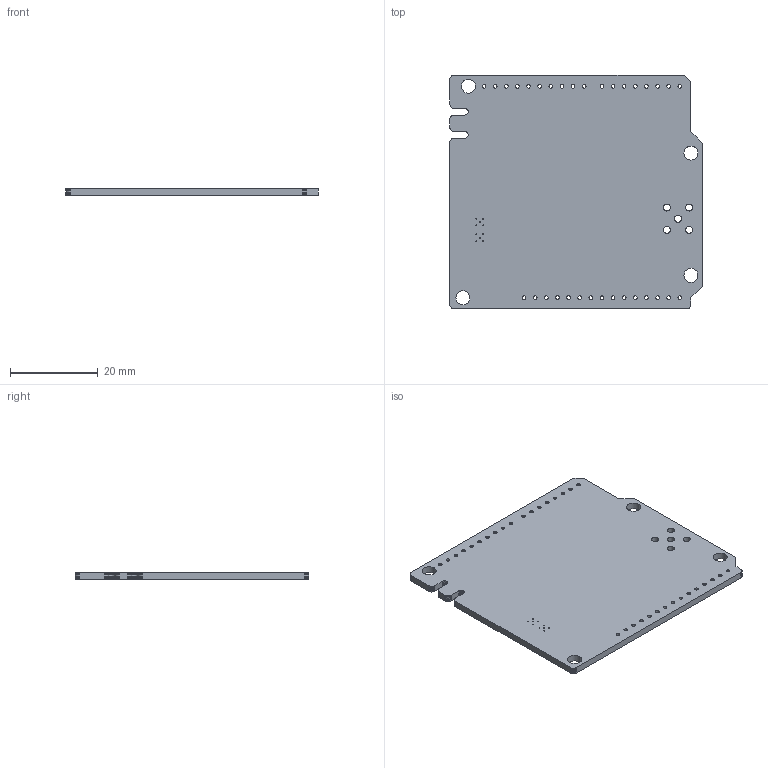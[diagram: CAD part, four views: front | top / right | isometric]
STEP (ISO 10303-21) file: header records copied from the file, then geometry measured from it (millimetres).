
FILE_DESCRIPTION((''),'2;1');
FILE_NAME('PTSolns LoRa SX1276 915MHz Shield.step','2026-01-02T20:12:53',(''),(''),'Open CASCADE STEP processor 7.8','','Unknown');
FILE_SCHEMA(('AUTOMOTIVE_DESIGN { 1 0 10303 214 1 1 1 1 }'));
Length unit declared in the file: millimetre
Products named in the file (1): TSolns LoRa SX1276 915MHz Shield
Bounding box: 57.58 x 53.34 x 1.56 mm (x, y, z)
Volume: 4614.2 mm3; surface area: 6509.1 mm2
Topology: 1 solids, 1 shells, 615 faces, 1839 edges, 1226 vertices
Faces by surface type: plane 587, cylinder 28
Full cylindrical faces by diameter (mm): 0.2 x10, 0.85 x9, 1.6 x5, 3.2 x4
Entity records: 20539 total; most frequent: CARTESIAN_POINT 3681, ORIENTED_EDGE 3678, DIRECTION 3127, EDGE_CURVE 1839, LINE 1783, VECTOR 1783, VERTEX_POINT 1226, FACE_BOUND 719
